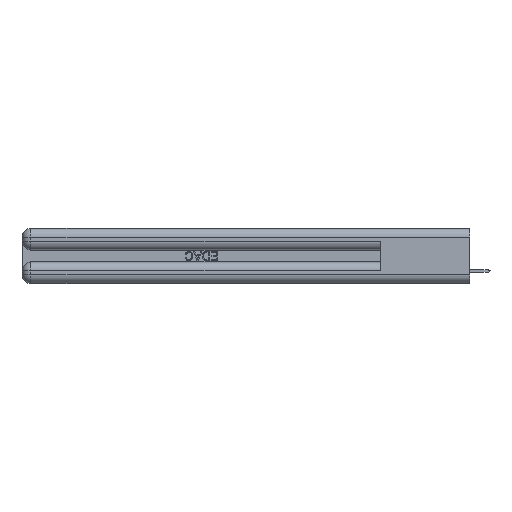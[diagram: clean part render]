
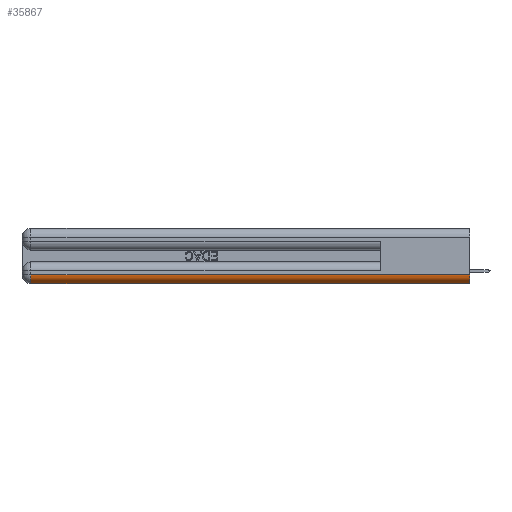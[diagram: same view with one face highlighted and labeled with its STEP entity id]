
A CAD part, left-side view. The second image highlights one B-rep face of the part: STEP entity #35867.
In plain terms, the highlighted cylindrical face has radius 1.524 mm (diameter 3.048 mm), a partial arc.
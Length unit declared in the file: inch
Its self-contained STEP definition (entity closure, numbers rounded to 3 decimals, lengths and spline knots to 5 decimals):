
#1745 = CIRCLE ( 'NONE', #40982, 0.06 ) ;
#2630 = ORIENTED_EDGE ( 'NONE', *, *, #25154, .F. ) ;
#2719 = ORIENTED_EDGE ( 'NONE', *, *, #46296, .F. ) ;
#3175 = VECTOR ( 'NONE', #24884, 39.37008 ) ;
#5965 = LINE ( 'NONE', #21410, #3175 ) ;
#8831 = EDGE_CURVE ( 'NONE', #22434, #34305, #5965, .T. ) ;
#9507 = CARTESIAN_POINT ( 'NONE',  ( 0.06, 3., 0. ) ) ;
#10273 = VERTEX_POINT ( 'NONE', #34016 ) ;
#12578 = EDGE_CURVE ( 'NONE', #43193, #22434, #1745, .T. ) ;
#13855 = VECTOR ( 'NONE', #20537, 39.37008 ) ;
#13880 = EDGE_LOOP ( 'NONE', ( #2630, #38394, #46736, #2719 ) ) ;
#15601 = CIRCLE ( 'NONE', #48603, 0.06 ) ;
#17274 = DIRECTION ( 'NONE',  ( 0., 1., 0. ) ) ;
#17759 = FACE_OUTER_BOUND ( 'NONE', #13880, .T. ) ;
#19580 = DIRECTION ( 'NONE',  ( 0., -1., 0. ) ) ;
#19792 = CARTESIAN_POINT ( 'NONE',  ( 0.06, 2.94, 0.06 ) ) ;
#20537 = DIRECTION ( 'NONE',  ( 0., 1., 0. ) ) ;
#21410 = CARTESIAN_POINT ( 'NONE',  ( 0., 0., 0.06 ) ) ;
#21420 = DIRECTION ( 'NONE',  ( 0., 0., 1. ) ) ;
#21911 = CYLINDRICAL_SURFACE ( 'NONE', #42580, 0.06 ) ;
#22434 = VERTEX_POINT ( 'NONE', #27955 ) ;
#23020 = CARTESIAN_POINT ( 'NONE',  ( 0.06, 0., 0.06 ) ) ;
#24884 = DIRECTION ( 'NONE',  ( 0., -1., 0. ) ) ;
#25154 = EDGE_CURVE ( 'NONE', #34305, #10273, #15601, .T. ) ;
#27955 = CARTESIAN_POINT ( 'NONE',  ( 0., 2.94, 0.06 ) ) ;
#28906 = LINE ( 'NONE', #9507, #13855 ) ;
#30904 = DIRECTION ( 'NONE',  ( 0., 0., 1. ) ) ;
#34016 = CARTESIAN_POINT ( 'NONE',  ( 0.06, 0., 0. ) ) ;
#34305 = VERTEX_POINT ( 'NONE', #38179 ) ;
#35867 = ADVANCED_FACE ( 'NONE', ( #17759 ), #21911, .T. ) ;
#38091 = DIRECTION ( 'NONE',  ( 0., 0., 1. ) ) ;
#38179 = CARTESIAN_POINT ( 'NONE',  ( 0., 0., 0.06 ) ) ;
#38311 = DIRECTION ( 'NONE',  ( 0., 1., 0. ) ) ;
#38394 = ORIENTED_EDGE ( 'NONE', *, *, #8831, .F. ) ;
#40982 = AXIS2_PLACEMENT_3D ( 'NONE', #19792, #38311, #30904 ) ;
#41526 = CARTESIAN_POINT ( 'NONE',  ( 0.06, 2.94, 0. ) ) ;
#42580 = AXIS2_PLACEMENT_3D ( 'NONE', #48035, #17274, #21420 ) ;
#43193 = VERTEX_POINT ( 'NONE', #41526 ) ;
#46296 = EDGE_CURVE ( 'NONE', #10273, #43193, #28906, .T. ) ;
#46736 = ORIENTED_EDGE ( 'NONE', *, *, #12578, .F. ) ;
#48035 = CARTESIAN_POINT ( 'NONE',  ( 0.06, 0., 0.06 ) ) ;
#48603 = AXIS2_PLACEMENT_3D ( 'NONE', #23020, #19580, #38091 ) ;
